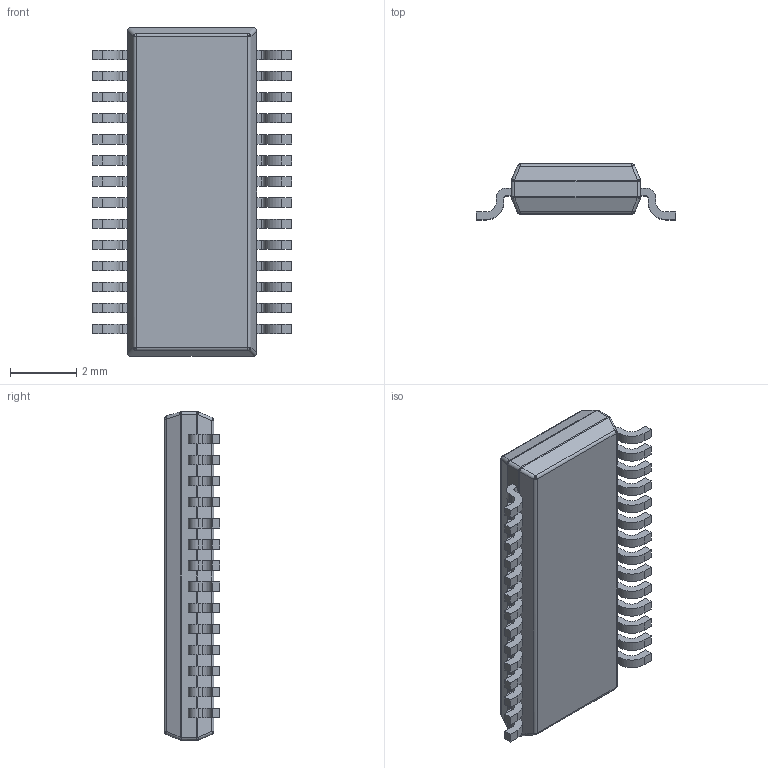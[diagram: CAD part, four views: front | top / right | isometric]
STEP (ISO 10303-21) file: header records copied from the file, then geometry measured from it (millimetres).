
FILE_DESCRIPTION (( 'STEP AP214' ), '1' );
FILE_NAME ('User Library-ssop_28_39_asm.STEP', '2024-01-28T02:28:59', ( '' ), ( '' ), 'SwSTEP 2.0', 'SolidWorks 2022', '' );
FILE_SCHEMA (( 'AUTOMOTIVE_DESIGN' ));
Length unit declared in the file: millimetre
Products named in the file (3): KT; User Library-ssop_28_39_asm; PIN
Assembly tree (29 placements, depth 2):
  User Library-ssop_28_39_asm
    KT
    PIN  x28
Bounding box: 6 x 1.68 x 9.9 mm (x, y, z)
Volume: 57.9 mm3; surface area: 155.1 mm2
Topology: 29 solids, 29 shells, 477 faces, 1227 edges, 773 vertices
Faces by surface type: plane 295, cylinder 142, bspline 40
Entity records: 4517 total; most frequent: CARTESIAN_POINT 1195, DIRECTION 516, ORIENTED_EDGE 438, EDGE_CURVE 219, AXIS2_PLACEMENT_3D 214, VERTEX_POINT 125, CIRCLE 123, EDGE_LOOP 100
